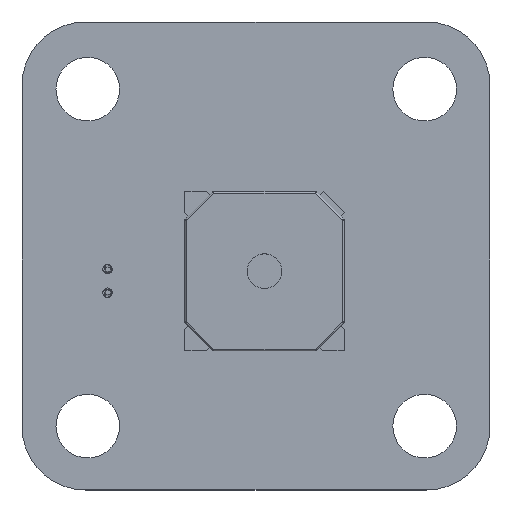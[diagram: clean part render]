
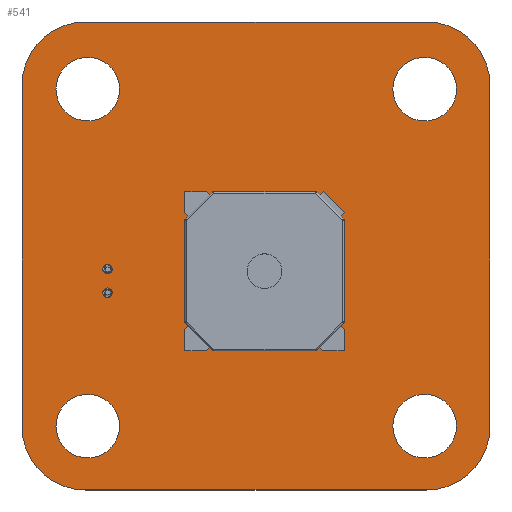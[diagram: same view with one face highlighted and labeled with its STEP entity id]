
A CAD part, top view. The second image highlights one B-rep face of the part: STEP entity #541.
In plain terms, the highlighted planar face has unit normal (0, 0, 1).
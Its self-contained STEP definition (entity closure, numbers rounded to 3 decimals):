
#60 = VERTEX_POINT('',#61);
#61 = CARTESIAN_POINT('',(86.487,64.487,0.411));
#67 = EDGE_CURVE('',#60,#68,#70,.T.);
#68 = VERTEX_POINT('',#69);
#69 = CARTESIAN_POINT('',(86.487,82.687,0.411));
#70 = LINE('',#71,#72);
#71 = CARTESIAN_POINT('',(86.487,64.487,0.411));
#72 = VECTOR('',#73,1.);
#73 = DIRECTION('',(0.,1.,0.));
#98 = EDGE_CURVE('',#68,#99,#101,.T.);
#99 = VERTEX_POINT('',#100);
#100 = CARTESIAN_POINT('',(89.887,86.087,0.411));
#101 = CIRCLE('',#102,3.401);
#102 = AXIS2_PLACEMENT_3D('',#103,#104,#105);
#103 = CARTESIAN_POINT('',(89.888,82.686,0.411));
#104 = DIRECTION('',(0.,0.,-1.));
#105 = DIRECTION('',(-1.,0.,0.));
#131 = EDGE_CURVE('',#99,#132,#134,.T.);
#132 = VERTEX_POINT('',#133);
#133 = CARTESIAN_POINT('',(108.087,86.087,0.411));
#134 = LINE('',#135,#136);
#135 = CARTESIAN_POINT('',(89.887,86.087,0.411));
#136 = VECTOR('',#137,1.);
#137 = DIRECTION('',(1.,0.,0.));
#162 = EDGE_CURVE('',#132,#163,#165,.T.);
#163 = VERTEX_POINT('',#164);
#164 = CARTESIAN_POINT('',(111.487,82.687,0.411));
#165 = CIRCLE('',#166,3.401);
#166 = AXIS2_PLACEMENT_3D('',#167,#168,#169);
#167 = CARTESIAN_POINT('',(108.086,82.686,0.411));
#168 = DIRECTION('',(0.,0.,-1.));
#169 = DIRECTION('',(0.,1.,0.));
#195 = EDGE_CURVE('',#163,#196,#198,.T.);
#196 = VERTEX_POINT('',#197);
#197 = CARTESIAN_POINT('',(111.487,64.487,0.411));
#198 = LINE('',#199,#200);
#199 = CARTESIAN_POINT('',(111.487,82.687,0.411));
#200 = VECTOR('',#201,1.);
#201 = DIRECTION('',(0.,-1.,0.));
#226 = EDGE_CURVE('',#196,#227,#229,.T.);
#227 = VERTEX_POINT('',#228);
#228 = CARTESIAN_POINT('',(108.087,61.087,0.411));
#229 = CIRCLE('',#230,3.401);
#230 = AXIS2_PLACEMENT_3D('',#231,#232,#233);
#231 = CARTESIAN_POINT('',(108.086,64.488,0.411));
#232 = DIRECTION('',(0.,0.,-1.));
#233 = DIRECTION('',(1.,0.,0.));
#259 = EDGE_CURVE('',#227,#260,#262,.T.);
#260 = VERTEX_POINT('',#261);
#261 = CARTESIAN_POINT('',(89.887,61.087,0.411));
#262 = LINE('',#263,#264);
#263 = CARTESIAN_POINT('',(108.087,61.087,0.411));
#264 = VECTOR('',#265,1.);
#265 = DIRECTION('',(-1.,0.,0.));
#290 = EDGE_CURVE('',#260,#60,#291,.T.);
#291 = CIRCLE('',#292,3.401);
#292 = AXIS2_PLACEMENT_3D('',#293,#294,#295);
#293 = CARTESIAN_POINT('',(89.888,64.488,0.411));
#294 = DIRECTION('',(0.,0.,-1.));
#295 = DIRECTION('',(0.,-1.,-0.));
#316 = VERTEX_POINT('',#317);
#317 = CARTESIAN_POINT('',(91.7,64.5,0.411));
#323 = EDGE_CURVE('',#316,#316,#324,.T.);
#324 = CIRCLE('',#325,1.7);
#325 = AXIS2_PLACEMENT_3D('',#326,#327,#328);
#326 = CARTESIAN_POINT('',(90.,64.5,0.411));
#327 = DIRECTION('',(0.,0.,1.));
#328 = DIRECTION('',(1.,0.,-0.));
#349 = VERTEX_POINT('',#350);
#350 = CARTESIAN_POINT('',(91.309,72.878,0.411));
#356 = EDGE_CURVE('',#349,#349,#357,.T.);
#357 = CIRCLE('',#358,0.25);
#358 = AXIS2_PLACEMENT_3D('',#359,#360,#361);
#359 = CARTESIAN_POINT('',(91.059,72.878,0.411));
#360 = DIRECTION('',(0.,0.,1.));
#361 = DIRECTION('',(1.,0.,-0.));
#382 = VERTEX_POINT('',#383);
#383 = CARTESIAN_POINT('',(91.7,82.5,0.411));
#389 = EDGE_CURVE('',#382,#382,#390,.T.);
#390 = CIRCLE('',#391,1.7);
#391 = AXIS2_PLACEMENT_3D('',#392,#393,#394);
#392 = CARTESIAN_POINT('',(90.,82.5,0.411));
#393 = DIRECTION('',(0.,0.,1.));
#394 = DIRECTION('',(1.,0.,-0.));
#415 = VERTEX_POINT('',#416);
#416 = CARTESIAN_POINT('',(109.7,64.5,0.411));
#422 = EDGE_CURVE('',#415,#415,#423,.T.);
#423 = CIRCLE('',#424,1.7);
#424 = AXIS2_PLACEMENT_3D('',#425,#426,#427);
#425 = CARTESIAN_POINT('',(108.,64.5,0.411));
#426 = DIRECTION('',(0.,0.,1.));
#427 = DIRECTION('',(1.,0.,-0.));
#448 = VERTEX_POINT('',#449);
#449 = CARTESIAN_POINT('',(91.309,71.628,0.411));
#455 = EDGE_CURVE('',#448,#448,#456,.T.);
#456 = CIRCLE('',#457,0.25);
#457 = AXIS2_PLACEMENT_3D('',#458,#459,#460);
#458 = CARTESIAN_POINT('',(91.059,71.628,0.411));
#459 = DIRECTION('',(0.,0.,1.));
#460 = DIRECTION('',(1.,0.,-0.));
#481 = VERTEX_POINT('',#482);
#482 = CARTESIAN_POINT('',(109.7,82.5,0.411));
#488 = EDGE_CURVE('',#481,#481,#489,.T.);
#489 = CIRCLE('',#490,1.7);
#490 = AXIS2_PLACEMENT_3D('',#491,#492,#493);
#491 = CARTESIAN_POINT('',(108.,82.5,0.411));
#492 = DIRECTION('',(0.,0.,1.));
#493 = DIRECTION('',(1.,0.,-0.));
#541 = ADVANCED_FACE('',(#542,#552,#555,#558,#561,#564,#567),#570,.F.);
#542 = FACE_BOUND('',#543,.F.);
#543 = EDGE_LOOP('',(#544,#545,#546,#547,#548,#549,#550,#551));
#544 = ORIENTED_EDGE('',*,*,#67,.T.);
#545 = ORIENTED_EDGE('',*,*,#98,.T.);
#546 = ORIENTED_EDGE('',*,*,#131,.T.);
#547 = ORIENTED_EDGE('',*,*,#162,.T.);
#548 = ORIENTED_EDGE('',*,*,#195,.T.);
#549 = ORIENTED_EDGE('',*,*,#226,.T.);
#550 = ORIENTED_EDGE('',*,*,#259,.T.);
#551 = ORIENTED_EDGE('',*,*,#290,.T.);
#552 = FACE_BOUND('',#553,.F.);
#553 = EDGE_LOOP('',(#554));
#554 = ORIENTED_EDGE('',*,*,#323,.T.);
#555 = FACE_BOUND('',#556,.F.);
#556 = EDGE_LOOP('',(#557));
#557 = ORIENTED_EDGE('',*,*,#356,.T.);
#558 = FACE_BOUND('',#559,.F.);
#559 = EDGE_LOOP('',(#560));
#560 = ORIENTED_EDGE('',*,*,#389,.T.);
#561 = FACE_BOUND('',#562,.F.);
#562 = EDGE_LOOP('',(#563));
#563 = ORIENTED_EDGE('',*,*,#422,.T.);
#564 = FACE_BOUND('',#565,.F.);
#565 = EDGE_LOOP('',(#566));
#566 = ORIENTED_EDGE('',*,*,#455,.T.);
#567 = FACE_BOUND('',#568,.F.);
#568 = EDGE_LOOP('',(#569));
#569 = ORIENTED_EDGE('',*,*,#488,.T.);
#570 = PLANE('',#571);
#571 = AXIS2_PLACEMENT_3D('',#572,#573,#574);
#572 = CARTESIAN_POINT('',(98.987,73.587,0.411));
#573 = DIRECTION('',(-0.,-0.,-1.));
#574 = DIRECTION('',(-1.,0.,0.));
